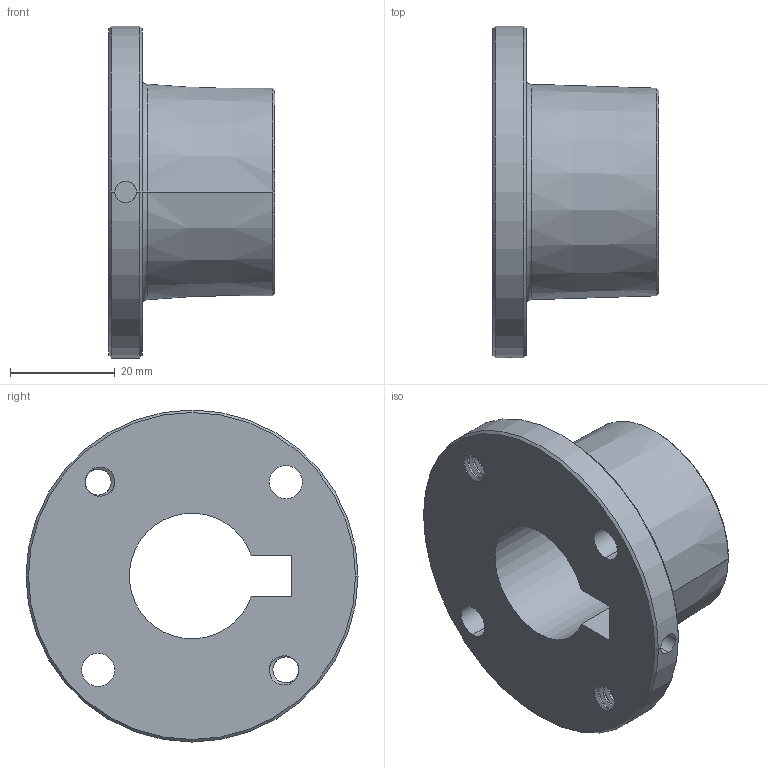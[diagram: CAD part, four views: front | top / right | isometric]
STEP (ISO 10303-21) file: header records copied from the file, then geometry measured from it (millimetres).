
FILE_DESCRIPTION((''),'2;1');
FILE_NAME('001_QUICK_DETACHABLE_BUSHING_ASM','2020-05-25T',('Designer'),(''),'PRO/ENGINEER BY PARAMETRIC TECHNOLOGY CORPORATION, 2017170','PRO/ENGINEER BY PARAMETRIC TECHNOLOGY CORPORATION, 2017170','');
FILE_SCHEMA(('AUTOMOTIVE_DESIGN { 1 0 10303 214 1 1 1 1 }'));
Length unit declared in the file: inch
Products named in the file (2): BUSHING; 001_QUICK_DETACHABLE_BUSHING_ASM
Assembly tree (1 placements, depth 2):
  001_QUICK_DETACHABLE_BUSHING_ASM
    BUSHING
Bounding box: 31.75 x 63.5 x 63.5 mm (x, y, z)
Volume: 35793 mm3; surface area: 12847.1 mm2
Topology: 1 solids, 1 shells, 65 faces, 173 edges, 110 vertices
Faces by surface type: cylinder 29, bspline 18, plane 8, cone 8, torus 2
Entity records: 6494 total; most frequent: CARTESIAN_POINT 3041, ORIENTED_EDGE 346, PRESENTATION_STYLE_ASSIGNMENT 239, DIRECTION 229, STYLED_ITEM 174, CURVE_STYLE 173, EDGE_CURVE 173, FILL_AREA_STYLE_COLOUR 131
